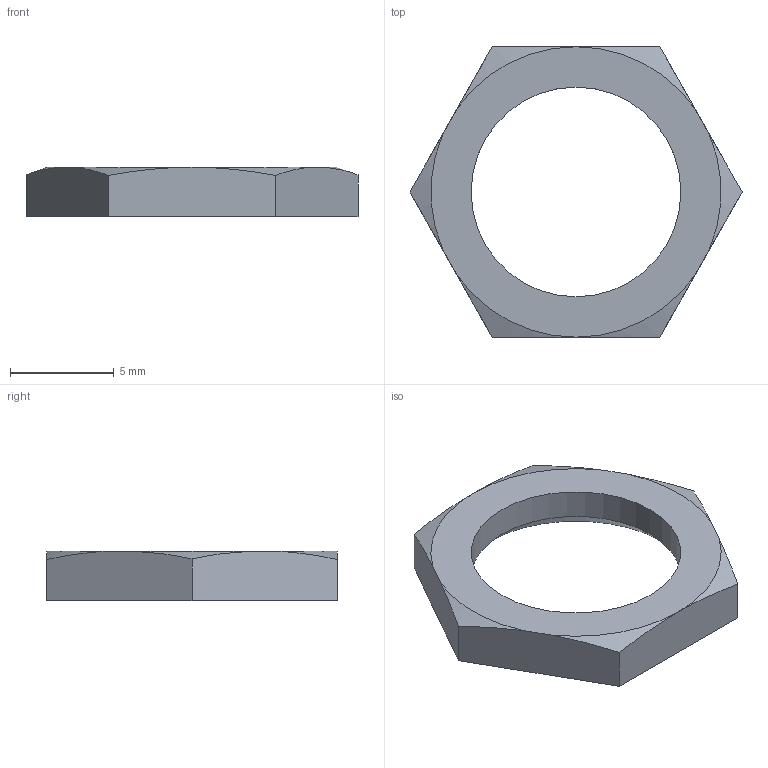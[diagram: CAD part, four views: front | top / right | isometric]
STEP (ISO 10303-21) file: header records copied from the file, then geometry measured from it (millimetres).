
FILE_DESCRIPTION(/* description */ ('Hex Face Nut - Bushing Mount Miniature Toggles-Series M - Standard Hardwarw for Small & Large Bushings'),/* implementation_level */ '2;1');
FILE_NAME(/* name */ 'AT503M.ipt.step',/* time_stamp */ '2014-01-01T17:30:48-08:00',/* author */ ('Cadenas PARTsolutions'),/* organization */ ('NKKSWITCHES'),/* preprocessor_version */ 'ST-DEVELOPER v15.2',/* originating_system */ 'Autodesk Inventor 2014',/* authorisation */ '');
FILE_SCHEMA (('AUTOMOTIVE_DESIGN { 1 0 10303 214 3 1 1 }'));
Length unit declared in the file: inch
Products named in the file (1): AT503M
Bounding box: 16 x 14 x 2.39 mm (x, y, z)
Volume: 194.2 mm3; surface area: 346.2 mm2
Topology: 1 solids, 1 shells, 16 faces, 39 edges, 25 vertices
Faces by surface type: plane 8, cone 7, cylinder 1
Full cylindrical faces by diameter (mm): 10.106 x1
Entity records: 473 total; most frequent: CARTESIAN_POINT 103, ORIENTED_EDGE 74, DIRECTION 68, EDGE_CURVE 37, AXIS2_PLACEMENT_3D 26, VERTEX_POINT 25, EDGE_LOOP 20, LINE 16
